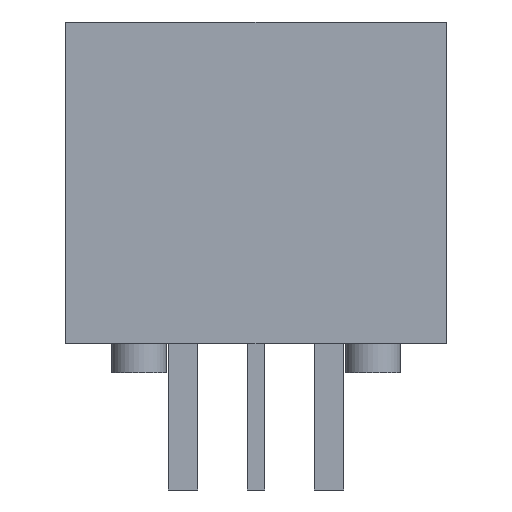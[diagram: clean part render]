
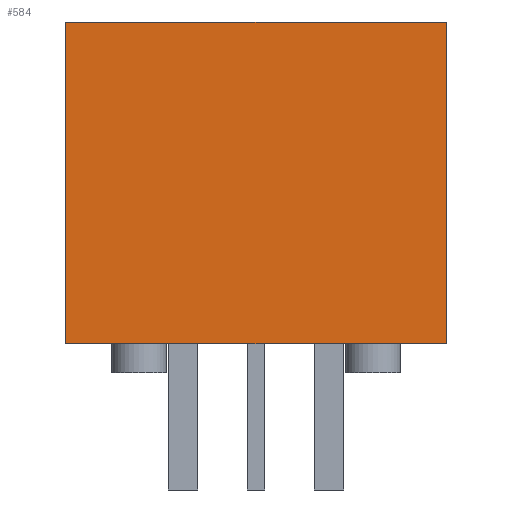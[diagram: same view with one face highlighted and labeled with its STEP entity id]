
A CAD part, front view. The second image highlights one B-rep face of the part: STEP entity #584.
In plain terms, the highlighted planar face has unit normal (0, -1, 0).
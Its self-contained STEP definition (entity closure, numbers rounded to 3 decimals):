
#49=PLANE('',#652);
#93=FACE_OUTER_BOUND('',#132,.T.);
#132=EDGE_LOOP('',(#516,#517,#518,#519));
#195=LINE('',#974,#253);
#196=LINE('',#977,#254);
#197=LINE('',#979,#255);
#198=LINE('',#980,#256);
#253=VECTOR('',#810,10.);
#254=VECTOR('',#813,10.);
#255=VECTOR('',#814,10.);
#256=VECTOR('',#815,10.);
#321=VERTEX_POINT('',#970);
#322=VERTEX_POINT('',#972);
#323=VERTEX_POINT('',#976);
#324=VERTEX_POINT('',#978);
#394=EDGE_CURVE('',#321,#322,#195,.T.);
#395=EDGE_CURVE('',#323,#321,#196,.T.);
#396=EDGE_CURVE('',#324,#322,#197,.T.);
#397=EDGE_CURVE('',#323,#324,#198,.T.);
#516=ORIENTED_EDGE('',*,*,#395,.T.);
#517=ORIENTED_EDGE('',*,*,#394,.T.);
#518=ORIENTED_EDGE('',*,*,#396,.F.);
#519=ORIENTED_EDGE('',*,*,#397,.F.);
#584=ADVANCED_FACE('',(#93),#49,.T.);
#652=AXIS2_PLACEMENT_3D('',#975,#811,#812);
#810=DIRECTION('',(0.,0.,1.));
#811=DIRECTION('center_axis',(0.,-1.,0.));
#812=DIRECTION('ref_axis',(1.,0.,0.));
#813=DIRECTION('',(1.,0.,0.));
#814=DIRECTION('',(1.,0.,0.));
#815=DIRECTION('',(0.,0.,1.));
#970=CARTESIAN_POINT('',(6.5,-18.,0.));
#972=CARTESIAN_POINT('',(6.5,-18.,11.));
#974=CARTESIAN_POINT('',(6.5,-18.,0.));
#975=CARTESIAN_POINT('Origin',(-6.5,-18.,0.));
#976=CARTESIAN_POINT('',(-6.5,-18.,0.));
#977=CARTESIAN_POINT('',(-6.5,-18.,0.));
#978=CARTESIAN_POINT('',(-6.5,-18.,11.));
#979=CARTESIAN_POINT('',(-6.5,-18.,11.));
#980=CARTESIAN_POINT('',(-6.5,-18.,0.));
